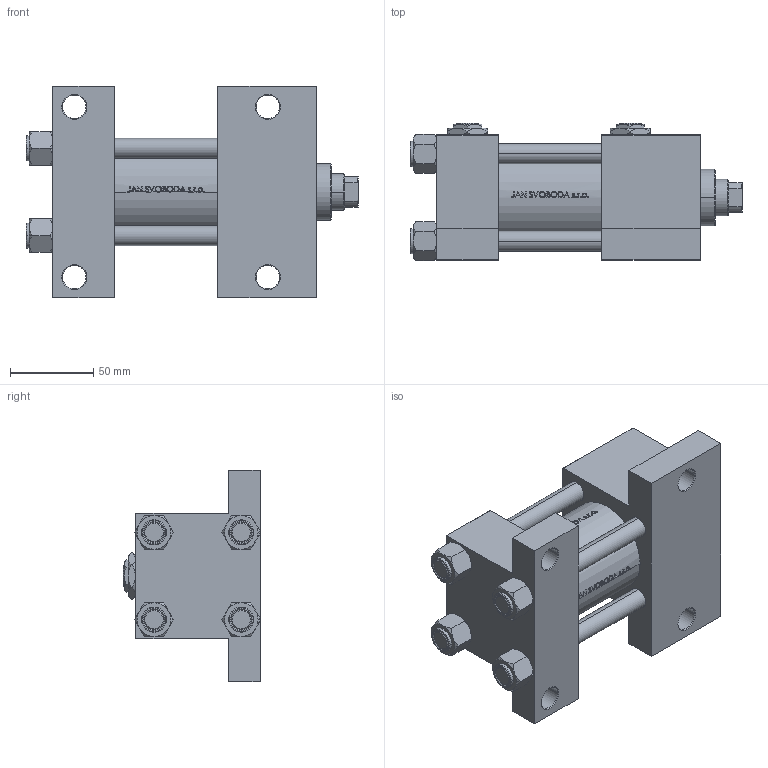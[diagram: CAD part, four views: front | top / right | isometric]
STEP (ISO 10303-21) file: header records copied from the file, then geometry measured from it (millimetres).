
FILE_DESCRIPTION (( 'STEP AP203' ), '1' );
FILE_NAME ('732e.STEP', '2022-05-13T12:51:56', ( '' ), ( '' ), 'SwSTEP 2.0', 'SolidWorks 2019', '' );
FILE_SCHEMA (( 'CONFIG_CONTROL_DESIGN' ));
Length unit declared in the file: millimetre
Products named in the file (7): 732e; V215CR_G_Body 56d1e35a0438a0b9434f6b6ac9633c65; V215CR_G_TYCINKA 56d1e35a0438a0b9434f6b6ac9633c65; Zatka_pro_OIL_PORT 56d1e35a0438a0b9434f6b6ac9633c65; V215CR_VCP_G 56d1e35a0438a0b9434f6b6ac9633c65; V215_VC_A 56d1e35a0438a0b9434f6b6ac9633c65; NUT_M5_G 56d1e35a0438a0b9434f6b6ac9633c65
Assembly tree (17 placements, depth 2):
  732e
    V215CR_G_Body 56d1e35a0438a0b9434f6b6ac9633c65
    V215CR_VCP_G 56d1e35a0438a0b9434f6b6ac9633c65
    V215CR_G_TYCINKA 56d1e35a0438a0b9434f6b6ac9633c65  x6
    NUT_M5_G 56d1e35a0438a0b9434f6b6ac9633c65  x6
    V215_VC_A 56d1e35a0438a0b9434f6b6ac9633c65
    Zatka_pro_OIL_PORT 56d1e35a0438a0b9434f6b6ac9633c65  x2
Bounding box: 199 x 82.27 x 127 mm (x, y, z)
Volume: 798018.2 mm3; surface area: 178888.7 mm2
Topology: 17 solids, 17 shells, 1252 faces, 3108 edges, 1977 vertices
Faces by surface type: plane 496, bspline 380, cone 228, cylinder 136, torus 12
Entity records: 49017 total; most frequent: CARTESIAN_POINT 26336, ORIENTED_EDGE 5180, DIRECTION 3204, EDGE_CURVE 2590, VERTEX_POINT 1679, VECTOR 1326, LINE 1326, EDGE_LOOP 1111
